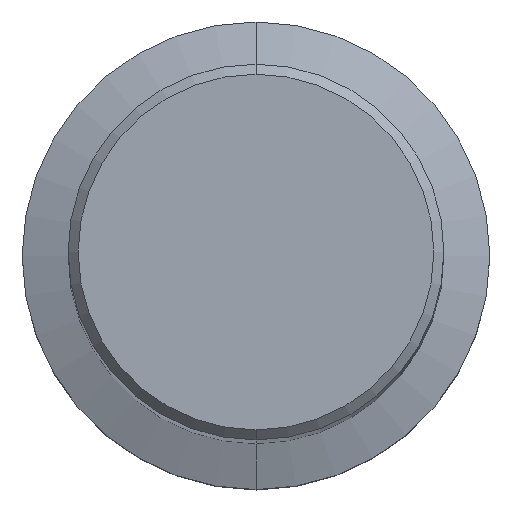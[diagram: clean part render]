
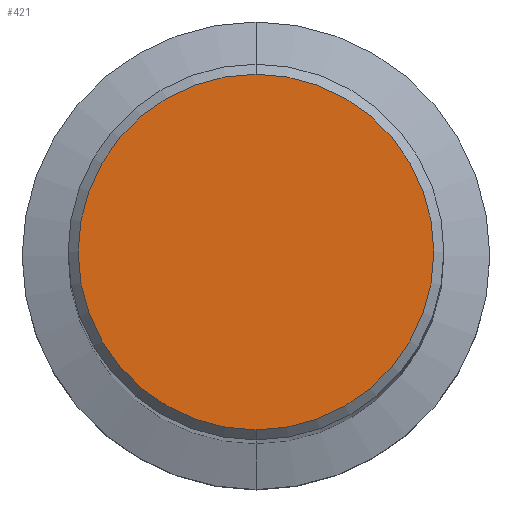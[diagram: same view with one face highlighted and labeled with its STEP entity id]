
A CAD part, top view. The second image highlights one B-rep face of the part: STEP entity #421.
In plain terms, the highlighted planar face has unit normal (0, 0, 1).
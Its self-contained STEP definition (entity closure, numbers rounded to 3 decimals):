
#255=VERTEX_POINT('',#615);
#309=EDGE_CURVE('',#451,#255,#676,.T.);
#421=ADVANCED_FACE('',(#798),#799,.T.);
#451=VERTEX_POINT('',#833);
#515=EDGE_CURVE('',#255,#451,#904,.T.);
#615=CARTESIAN_POINT('',(0.,-21.3,0.0));
#676=CIRCLE('',#1165,21.3);
#798=FACE_OUTER_BOUND('',#1445,.T.);
#799=PLANE('',#1446);
#833=CARTESIAN_POINT('',(0.0,21.3,0.0));
#904=CIRCLE('',#1774,21.3);
#1165=AXIS2_PLACEMENT_3D('',#1936,#1937,#1938);
#1445=EDGE_LOOP('',(#2079,#2080));
#1446=AXIS2_PLACEMENT_3D('',#2081,#2082,#2083);
#1774=AXIS2_PLACEMENT_3D('',#2202,#2203,#2204);
#1936=CARTESIAN_POINT('',(0.0,0.0,0.0));
#1937=DIRECTION('',(0.0,0.0,-1.0));
#1938=DIRECTION('',(0.0,1.0,0.0));
#2079=ORIENTED_EDGE('',*,*,#309,.F.);
#2080=ORIENTED_EDGE('',*,*,#515,.F.);
#2081=CARTESIAN_POINT('',(0.0,10.65,0.0));
#2082=DIRECTION('',(-0.0,0.0,1.0));
#2083=DIRECTION('',(0.0,-1.0,0.0));
#2202=CARTESIAN_POINT('',(0.0,0.0,0.0));
#2203=DIRECTION('',(0.0,0.0,-1.0));
#2204=DIRECTION('',(0.0,1.0,0.0));
